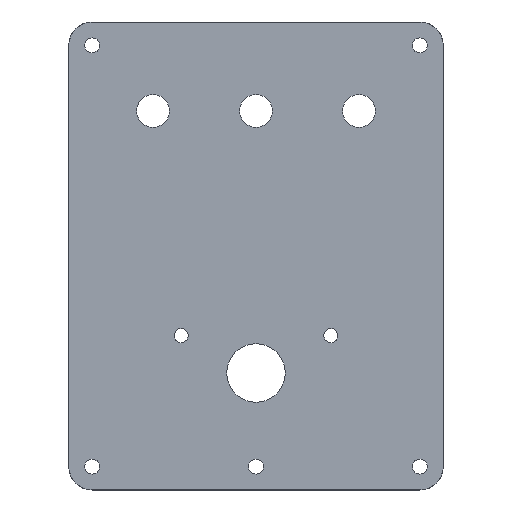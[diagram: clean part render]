
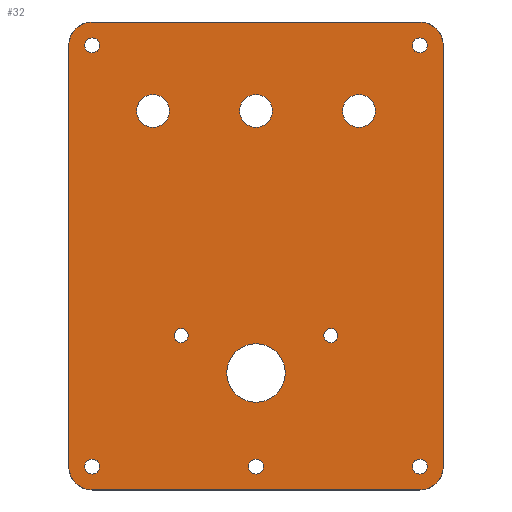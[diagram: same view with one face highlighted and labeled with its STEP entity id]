
A CAD part, top view. The second image highlights one B-rep face of the part: STEP entity #32.
In plain terms, the highlighted planar face has unit normal (0, 0, 1).
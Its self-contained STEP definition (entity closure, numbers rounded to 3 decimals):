
#32 = ADVANCED_FACE('',(#33,#167,#178,#189,#200,#211,#222,#233,#244,#255
    ,#266,#277),#288,.T.);
#33 = FACE_BOUND('',#34,.F.);
#34 = EDGE_LOOP('',(#35,#46,#54,#62,#70,#79,#87,#95,#103,#112,#120,#128,
    #136,#145,#153,#161));
#35 = ORIENTED_EDGE('',*,*,#36,.T.);
#36 = EDGE_CURVE('',#37,#39,#41,.T.);
#37 = VERTEX_POINT('',#38);
#38 = CARTESIAN_POINT('',(50.002,-54.782,1.56));
#39 = VERTEX_POINT('',#40);
#40 = CARTESIAN_POINT('',(54.782,-50.002,1.56));
#41 = CIRCLE('',#42,5.002);
#42 = AXIS2_PLACEMENT_3D('',#43,#44,#45);
#43 = CARTESIAN_POINT('',(55.,-55.,1.56));
#44 = DIRECTION('',(0.,0.,-1.));
#45 = DIRECTION('',(-0.999,0.044,0.));
#46 = ORIENTED_EDGE('',*,*,#47,.T.);
#47 = EDGE_CURVE('',#39,#48,#50,.T.);
#48 = VERTEX_POINT('',#49);
#49 = CARTESIAN_POINT('',(55.,-50.,1.56));
#50 = LINE('',#51,#52);
#51 = CARTESIAN_POINT('',(54.782,-50.002,1.56));
#52 = VECTOR('',#53,1.);
#53 = DIRECTION('',(1.,0.011,0.));
#54 = ORIENTED_EDGE('',*,*,#55,.T.);
#55 = EDGE_CURVE('',#48,#56,#58,.T.);
#56 = VERTEX_POINT('',#57);
#57 = CARTESIAN_POINT('',(125.,-50.,1.56));
#58 = LINE('',#59,#60);
#59 = CARTESIAN_POINT('',(55.,-50.,1.56));
#60 = VECTOR('',#61,1.);
#61 = DIRECTION('',(1.,0.,0.));
#62 = ORIENTED_EDGE('',*,*,#63,.T.);
#63 = EDGE_CURVE('',#56,#64,#66,.T.);
#64 = VERTEX_POINT('',#65);
#65 = CARTESIAN_POINT('',(125.218,-50.002,1.56));
#66 = LINE('',#67,#68);
#67 = CARTESIAN_POINT('',(125.,-50.,1.56));
#68 = VECTOR('',#69,1.);
#69 = DIRECTION('',(1.,-0.011,0.));
#70 = ORIENTED_EDGE('',*,*,#71,.T.);
#71 = EDGE_CURVE('',#64,#72,#74,.T.);
#72 = VERTEX_POINT('',#73);
#73 = CARTESIAN_POINT('',(129.998,-54.782,1.56));
#74 = CIRCLE('',#75,5.002);
#75 = AXIS2_PLACEMENT_3D('',#76,#77,#78);
#76 = CARTESIAN_POINT('',(125.,-55.,1.56));
#77 = DIRECTION('',(0.,0.,-1.));
#78 = DIRECTION('',(0.044,0.999,0.));
#79 = ORIENTED_EDGE('',*,*,#80,.T.);
#80 = EDGE_CURVE('',#72,#81,#83,.T.);
#81 = VERTEX_POINT('',#82);
#82 = CARTESIAN_POINT('',(130.,-55.,1.56));
#83 = LINE('',#84,#85);
#84 = CARTESIAN_POINT('',(129.998,-54.782,1.56));
#85 = VECTOR('',#86,1.);
#86 = DIRECTION('',(0.011,-1.,0.));
#87 = ORIENTED_EDGE('',*,*,#88,.T.);
#88 = EDGE_CURVE('',#81,#89,#91,.T.);
#89 = VERTEX_POINT('',#90);
#90 = CARTESIAN_POINT('',(130.,-145.,1.56));
#91 = LINE('',#92,#93);
#92 = CARTESIAN_POINT('',(130.,-55.,1.56));
#93 = VECTOR('',#94,1.);
#94 = DIRECTION('',(0.,-1.,0.));
#95 = ORIENTED_EDGE('',*,*,#96,.T.);
#96 = EDGE_CURVE('',#89,#97,#99,.T.);
#97 = VERTEX_POINT('',#98);
#98 = CARTESIAN_POINT('',(129.998,-145.218,1.56));
#99 = LINE('',#100,#101);
#100 = CARTESIAN_POINT('',(130.,-145.,1.56));
#101 = VECTOR('',#102,1.);
#102 = DIRECTION('',(-0.011,-1.,0.));
#103 = ORIENTED_EDGE('',*,*,#104,.T.);
#104 = EDGE_CURVE('',#97,#105,#107,.T.);
#105 = VERTEX_POINT('',#106);
#106 = CARTESIAN_POINT('',(125.218,-149.998,1.56));
#107 = CIRCLE('',#108,5.002);
#108 = AXIS2_PLACEMENT_3D('',#109,#110,#111);
#109 = CARTESIAN_POINT('',(125.,-145.,1.56));
#110 = DIRECTION('',(0.,0.,-1.));
#111 = DIRECTION('',(0.999,-0.044,0.));
#112 = ORIENTED_EDGE('',*,*,#113,.T.);
#113 = EDGE_CURVE('',#105,#114,#116,.T.);
#114 = VERTEX_POINT('',#115);
#115 = CARTESIAN_POINT('',(125.,-150.,1.56));
#116 = LINE('',#117,#118);
#117 = CARTESIAN_POINT('',(125.218,-149.998,1.56));
#118 = VECTOR('',#119,1.);
#119 = DIRECTION('',(-1.,-0.011,0.));
#120 = ORIENTED_EDGE('',*,*,#121,.T.);
#121 = EDGE_CURVE('',#114,#122,#124,.T.);
#122 = VERTEX_POINT('',#123);
#123 = CARTESIAN_POINT('',(55.,-150.,1.56));
#124 = LINE('',#125,#126);
#125 = CARTESIAN_POINT('',(125.,-150.,1.56));
#126 = VECTOR('',#127,1.);
#127 = DIRECTION('',(-1.,0.,0.));
#128 = ORIENTED_EDGE('',*,*,#129,.T.);
#129 = EDGE_CURVE('',#122,#130,#132,.T.);
#130 = VERTEX_POINT('',#131);
#131 = CARTESIAN_POINT('',(54.782,-149.998,1.56));
#132 = LINE('',#133,#134);
#133 = CARTESIAN_POINT('',(55.,-150.,1.56));
#134 = VECTOR('',#135,1.);
#135 = DIRECTION('',(-1.,0.011,0.));
#136 = ORIENTED_EDGE('',*,*,#137,.T.);
#137 = EDGE_CURVE('',#130,#138,#140,.T.);
#138 = VERTEX_POINT('',#139);
#139 = CARTESIAN_POINT('',(50.002,-145.218,1.56));
#140 = CIRCLE('',#141,5.002);
#141 = AXIS2_PLACEMENT_3D('',#142,#143,#144);
#142 = CARTESIAN_POINT('',(55.,-145.,1.56));
#143 = DIRECTION('',(0.,0.,-1.));
#144 = DIRECTION('',(-0.044,-0.999,-0.));
#145 = ORIENTED_EDGE('',*,*,#146,.T.);
#146 = EDGE_CURVE('',#138,#147,#149,.T.);
#147 = VERTEX_POINT('',#148);
#148 = CARTESIAN_POINT('',(50.,-145.,1.56));
#149 = LINE('',#150,#151);
#150 = CARTESIAN_POINT('',(50.002,-145.218,1.56));
#151 = VECTOR('',#152,1.);
#152 = DIRECTION('',(-0.011,1.,0.));
#153 = ORIENTED_EDGE('',*,*,#154,.T.);
#154 = EDGE_CURVE('',#147,#155,#157,.T.);
#155 = VERTEX_POINT('',#156);
#156 = CARTESIAN_POINT('',(50.,-55.,1.56));
#157 = LINE('',#158,#159);
#158 = CARTESIAN_POINT('',(50.,-145.,1.56));
#159 = VECTOR('',#160,1.);
#160 = DIRECTION('',(0.,1.,0.));
#161 = ORIENTED_EDGE('',*,*,#162,.T.);
#162 = EDGE_CURVE('',#155,#37,#163,.T.);
#163 = LINE('',#164,#165);
#164 = CARTESIAN_POINT('',(50.,-55.,1.56));
#165 = VECTOR('',#166,1.);
#166 = DIRECTION('',(0.011,1.,0.));
#167 = FACE_BOUND('',#168,.F.);
#168 = EDGE_LOOP('',(#169));
#169 = ORIENTED_EDGE('',*,*,#170,.T.);
#170 = EDGE_CURVE('',#171,#171,#173,.T.);
#171 = VERTEX_POINT('',#172);
#172 = CARTESIAN_POINT('',(56.6,-145.,1.56));
#173 = CIRCLE('',#174,1.6);
#174 = AXIS2_PLACEMENT_3D('',#175,#176,#177);
#175 = CARTESIAN_POINT('',(55.,-145.,1.56));
#176 = DIRECTION('',(0.,0.,1.));
#177 = DIRECTION('',(1.,0.,-0.));
#178 = FACE_BOUND('',#179,.F.);
#179 = EDGE_LOOP('',(#180));
#180 = ORIENTED_EDGE('',*,*,#181,.T.);
#181 = EDGE_CURVE('',#182,#182,#184,.T.);
#182 = VERTEX_POINT('',#183);
#183 = CARTESIAN_POINT('',(91.6,-145.,1.56));
#184 = CIRCLE('',#185,1.6);
#185 = AXIS2_PLACEMENT_3D('',#186,#187,#188);
#186 = CARTESIAN_POINT('',(90.,-145.,1.56));
#187 = DIRECTION('',(0.,0.,1.));
#188 = DIRECTION('',(1.,0.,-0.));
#189 = FACE_BOUND('',#190,.F.);
#190 = EDGE_LOOP('',(#191));
#191 = ORIENTED_EDGE('',*,*,#192,.T.);
#192 = EDGE_CURVE('',#193,#193,#195,.T.);
#193 = VERTEX_POINT('',#194);
#194 = CARTESIAN_POINT('',(126.6,-145.,1.56));
#195 = CIRCLE('',#196,1.6);
#196 = AXIS2_PLACEMENT_3D('',#197,#198,#199);
#197 = CARTESIAN_POINT('',(125.,-145.,1.56));
#198 = DIRECTION('',(0.,0.,1.));
#199 = DIRECTION('',(1.,0.,-0.));
#200 = FACE_BOUND('',#201,.F.);
#201 = EDGE_LOOP('',(#202));
#202 = ORIENTED_EDGE('',*,*,#203,.T.);
#203 = EDGE_CURVE('',#204,#204,#206,.T.);
#204 = VERTEX_POINT('',#205);
#205 = CARTESIAN_POINT('',(96.25,-125.,1.56));
#206 = CIRCLE('',#207,6.25);
#207 = AXIS2_PLACEMENT_3D('',#208,#209,#210);
#208 = CARTESIAN_POINT('',(90.,-125.,1.56));
#209 = DIRECTION('',(0.,0.,1.));
#210 = DIRECTION('',(1.,0.,-0.));
#211 = FACE_BOUND('',#212,.F.);
#212 = EDGE_LOOP('',(#213));
#213 = ORIENTED_EDGE('',*,*,#214,.T.);
#214 = EDGE_CURVE('',#215,#215,#217,.T.);
#215 = VERTEX_POINT('',#216);
#216 = CARTESIAN_POINT('',(75.5,-117.,1.56));
#217 = CIRCLE('',#218,1.5);
#218 = AXIS2_PLACEMENT_3D('',#219,#220,#221);
#219 = CARTESIAN_POINT('',(74.,-117.,1.56));
#220 = DIRECTION('',(0.,0.,1.));
#221 = DIRECTION('',(1.,0.,-0.));
#222 = FACE_BOUND('',#223,.F.);
#223 = EDGE_LOOP('',(#224));
#224 = ORIENTED_EDGE('',*,*,#225,.T.);
#225 = EDGE_CURVE('',#226,#226,#228,.T.);
#226 = VERTEX_POINT('',#227);
#227 = CARTESIAN_POINT('',(107.5,-117.,1.56));
#228 = CIRCLE('',#229,1.5);
#229 = AXIS2_PLACEMENT_3D('',#230,#231,#232);
#230 = CARTESIAN_POINT('',(106.,-117.,1.56));
#231 = DIRECTION('',(0.,0.,1.));
#232 = DIRECTION('',(1.,0.,-0.));
#233 = FACE_BOUND('',#234,.F.);
#234 = EDGE_LOOP('',(#235));
#235 = ORIENTED_EDGE('',*,*,#236,.T.);
#236 = EDGE_CURVE('',#237,#237,#239,.T.);
#237 = VERTEX_POINT('',#238);
#238 = CARTESIAN_POINT('',(71.5,-69.,1.56));
#239 = CIRCLE('',#240,3.5);
#240 = AXIS2_PLACEMENT_3D('',#241,#242,#243);
#241 = CARTESIAN_POINT('',(68.,-69.,1.56));
#242 = DIRECTION('',(0.,0.,1.));
#243 = DIRECTION('',(1.,0.,-0.));
#244 = FACE_BOUND('',#245,.F.);
#245 = EDGE_LOOP('',(#246));
#246 = ORIENTED_EDGE('',*,*,#247,.T.);
#247 = EDGE_CURVE('',#248,#248,#250,.T.);
#248 = VERTEX_POINT('',#249);
#249 = CARTESIAN_POINT('',(93.5,-69.,1.56));
#250 = CIRCLE('',#251,3.5);
#251 = AXIS2_PLACEMENT_3D('',#252,#253,#254);
#252 = CARTESIAN_POINT('',(90.,-69.,1.56));
#253 = DIRECTION('',(0.,0.,1.));
#254 = DIRECTION('',(1.,0.,-0.));
#255 = FACE_BOUND('',#256,.F.);
#256 = EDGE_LOOP('',(#257));
#257 = ORIENTED_EDGE('',*,*,#258,.T.);
#258 = EDGE_CURVE('',#259,#259,#261,.T.);
#259 = VERTEX_POINT('',#260);
#260 = CARTESIAN_POINT('',(115.5,-69.,1.56));
#261 = CIRCLE('',#262,3.5);
#262 = AXIS2_PLACEMENT_3D('',#263,#264,#265);
#263 = CARTESIAN_POINT('',(112.,-69.,1.56));
#264 = DIRECTION('',(0.,0.,1.));
#265 = DIRECTION('',(1.,0.,-0.));
#266 = FACE_BOUND('',#267,.F.);
#267 = EDGE_LOOP('',(#268));
#268 = ORIENTED_EDGE('',*,*,#269,.T.);
#269 = EDGE_CURVE('',#270,#270,#272,.T.);
#270 = VERTEX_POINT('',#271);
#271 = CARTESIAN_POINT('',(56.6,-55.,1.56));
#272 = CIRCLE('',#273,1.6);
#273 = AXIS2_PLACEMENT_3D('',#274,#275,#276);
#274 = CARTESIAN_POINT('',(55.,-55.,1.56));
#275 = DIRECTION('',(0.,0.,1.));
#276 = DIRECTION('',(1.,0.,-0.));
#277 = FACE_BOUND('',#278,.F.);
#278 = EDGE_LOOP('',(#279));
#279 = ORIENTED_EDGE('',*,*,#280,.T.);
#280 = EDGE_CURVE('',#281,#281,#283,.T.);
#281 = VERTEX_POINT('',#282);
#282 = CARTESIAN_POINT('',(126.6,-55.,1.56));
#283 = CIRCLE('',#284,1.6);
#284 = AXIS2_PLACEMENT_3D('',#285,#286,#287);
#285 = CARTESIAN_POINT('',(125.,-55.,1.56));
#286 = DIRECTION('',(0.,0.,1.));
#287 = DIRECTION('',(1.,0.,-0.));
#288 = PLANE('',#289);
#289 = AXIS2_PLACEMENT_3D('',#290,#291,#292);
#290 = CARTESIAN_POINT('',(0.,0.,1.56));
#291 = DIRECTION('',(0.,0.,1.));
#292 = DIRECTION('',(1.,0.,-0.));
